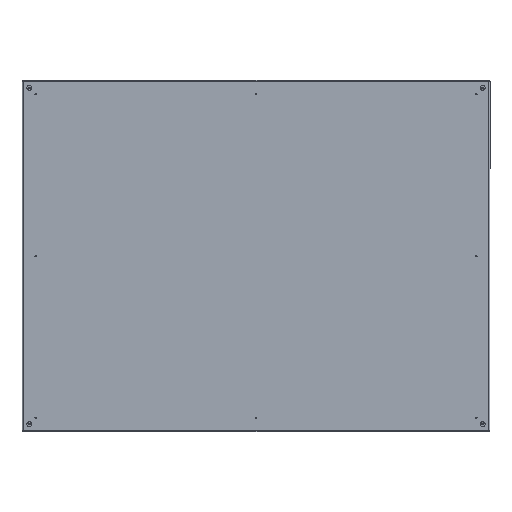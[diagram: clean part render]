
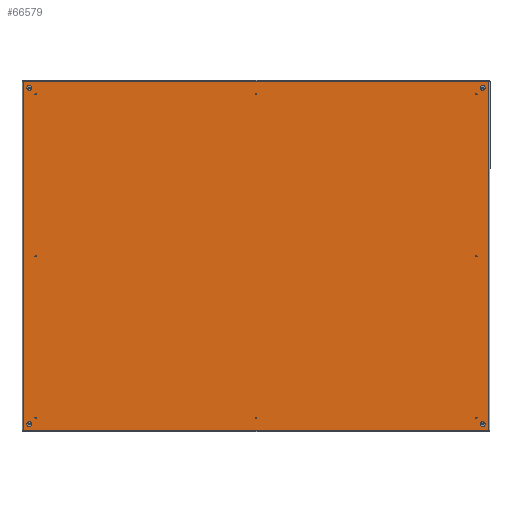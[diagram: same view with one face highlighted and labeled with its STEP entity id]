
A CAD part, left-side view. The second image highlights one B-rep face of the part: STEP entity #66579.
In plain terms, the highlighted face is planar.
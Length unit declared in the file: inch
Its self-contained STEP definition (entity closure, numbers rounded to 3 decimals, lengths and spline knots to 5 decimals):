
#456 = EDGE_CURVE ( 'NONE', #70295, #17529, #21767, .T. ) ;
#801 = DIRECTION ( 'NONE',  ( 0., 0., 1. ) ) ;
#1573 = EDGE_CURVE ( 'NONE', #77124, #23123, #84614, .T. ) ;
#1759 = AXIS2_PLACEMENT_3D ( 'NONE', #39969, #65706, #22060 ) ;
#2002 = CARTESIAN_POINT ( 'NONE',  ( -17.928, 0., 23.892 ) ) ;
#2068 = CARTESIAN_POINT ( 'NONE',  ( 17.25, 0., -23. ) ) ;
#2854 = CARTESIAN_POINT ( 'NONE',  ( -17.928, 0., 23.892 ) ) ;
#4939 = ORIENTED_EDGE ( 'NONE', *, *, #92111, .T. ) ;
#6315 = DIRECTION ( 'NONE',  ( 0., -1., 0. ) ) ;
#7737 = CIRCLE ( 'NONE', #20424, 0.25 ) ;
#9819 = DIRECTION ( 'NONE',  ( 0., -1., 0. ) ) ;
#10763 = ORIENTED_EDGE ( 'NONE', *, *, #69935, .T. ) ;
#11387 = ORIENTED_EDGE ( 'NONE', *, *, #15994, .F. ) ;
#12630 = CARTESIAN_POINT ( 'NONE',  ( -17.25, 0., 23.25 ) ) ;
#12883 = VERTEX_POINT ( 'NONE', #72855 ) ;
#13960 = CARTESIAN_POINT ( 'NONE',  ( 17.25, 0., -23.25 ) ) ;
#15105 = AXIS2_PLACEMENT_3D ( 'NONE', #71708, #70930, #72449 ) ;
#15513 = CIRCLE ( 'NONE', #79742, 0.25 ) ;
#15994 = EDGE_CURVE ( 'NONE', #91746, #93481, #39120, .T. ) ;
#16277 = EDGE_CURVE ( 'NONE', #21153, #108840, #111671, .T. ) ;
#17529 = VERTEX_POINT ( 'NONE', #79591 ) ;
#18430 = CARTESIAN_POINT ( 'NONE',  ( -17.928, 0., 23.875 ) ) ;
#19145 = EDGE_LOOP ( 'NONE', ( #99774, #10763 ) ) ;
#19314 = VECTOR ( 'NONE', #92503, 39.37008 ) ;
#20424 = AXIS2_PLACEMENT_3D ( 'NONE', #13960, #6315, #67509 ) ;
#20536 = ORIENTED_EDGE ( 'NONE', *, *, #27558, .T. ) ;
#21153 = VERTEX_POINT ( 'NONE', #110964 ) ;
#21767 = CIRCLE ( 'NONE', #15105, 0.25 ) ;
#22060 = DIRECTION ( 'NONE',  ( 0., 0., 1. ) ) ;
#23123 = VERTEX_POINT ( 'NONE', #34643 ) ;
#23835 = VERTEX_POINT ( 'NONE', #81591 ) ;
#25855 = CARTESIAN_POINT ( 'NONE',  ( 17.25, 0., -23.25 ) ) ;
#26616 = DIRECTION ( 'NONE',  ( 0., 0., 1. ) ) ;
#27558 = EDGE_CURVE ( 'NONE', #17529, #70295, #110244, .T. ) ;
#30942 = DIRECTION ( 'NONE',  ( 0., 0., 1. ) ) ;
#31600 = EDGE_LOOP ( 'NONE', ( #20536, #56191 ) ) ;
#32113 = ORIENTED_EDGE ( 'NONE', *, *, #46327, .T. ) ;
#32141 = EDGE_LOOP ( 'NONE', ( #89714, #55683 ) ) ;
#32432 = AXIS2_PLACEMENT_3D ( 'NONE', #44892, #79771, #106199 ) ;
#34643 = CARTESIAN_POINT ( 'NONE',  ( -17.25, 0., -23.5 ) ) ;
#39120 = LINE ( 'NONE', #2002, #100847 ) ;
#39190 = LINE ( 'NONE', #90144, #51495 ) ;
#39969 = CARTESIAN_POINT ( 'NONE',  ( 17.25, 0., 23.25 ) ) ;
#39979 = DIRECTION ( 'NONE',  ( 0., 0., 1. ) ) ;
#40603 = CARTESIAN_POINT ( 'NONE',  ( 17.25, 0., -23.5 ) ) ;
#40772 = FACE_BOUND ( 'NONE', #83595, .T. ) ;
#43582 = EDGE_LOOP ( 'NONE', ( #11387, #32113, #101508, #59178 ) ) ;
#44381 = DIRECTION ( 'NONE',  ( 0., 0., 1. ) ) ;
#44892 = CARTESIAN_POINT ( 'NONE',  ( 17.25, 0., 23.25 ) ) ;
#46074 = CARTESIAN_POINT ( 'NONE',  ( -17.25, 0., -23.25 ) ) ;
#46281 = FACE_BOUND ( 'NONE', #19145, .T. ) ;
#46327 = EDGE_CURVE ( 'NONE', #91746, #23835, #91857, .T. ) ;
#50254 = CIRCLE ( 'NONE', #81367, 0.25 ) ;
#50422 = EDGE_CURVE ( 'NONE', #12883, #93481, #66381, .T. ) ;
#51495 = VECTOR ( 'NONE', #98972, 39.37008 ) ;
#52604 = DIRECTION ( 'NONE',  ( 0., -1., 0. ) ) ;
#55683 = ORIENTED_EDGE ( 'NONE', *, *, #65095, .T. ) ;
#56191 = ORIENTED_EDGE ( 'NONE', *, *, #456, .T. ) ;
#57250 = DIRECTION ( 'NONE',  ( 0., 1., 0. ) ) ;
#58098 = VECTOR ( 'NONE', #44381, 39.37008 ) ;
#59178 = ORIENTED_EDGE ( 'NONE', *, *, #50422, .T. ) ;
#59930 = ORIENTED_EDGE ( 'NONE', *, *, #1573, .T. ) ;
#60927 = CARTESIAN_POINT ( 'NONE',  ( -17.25, 0., -23. ) ) ;
#62631 = DIRECTION ( 'NONE',  ( 0., 0., 1. ) ) ;
#64416 = CARTESIAN_POINT ( 'NONE',  ( -17.25, 0., 23. ) ) ;
#64856 = CARTESIAN_POINT ( 'NONE',  ( 17.25, 0., 23. ) ) ;
#65095 = EDGE_CURVE ( 'NONE', #108840, #21153, #82339, .T. ) ;
#65104 = CARTESIAN_POINT ( 'NONE',  ( 17.928, 0., 23.892 ) ) ;
#65706 = DIRECTION ( 'NONE',  ( 0., -1., 0. ) ) ;
#66381 = LINE ( 'NONE', #18430, #58098 ) ;
#66579 = ADVANCED_FACE ( 'NONE', ( #92908, #69587, #46281, #102472, #40772 ), #82951, .T. ) ;
#66846 = CARTESIAN_POINT ( 'NONE',  ( 0., 0., 0. ) ) ;
#67303 = VERTEX_POINT ( 'NONE', #40603 ) ;
#67509 = DIRECTION ( 'NONE',  ( 0., 0., 1. ) ) ;
#69587 = FACE_BOUND ( 'NONE', #32141, .T. ) ;
#69935 = EDGE_CURVE ( 'NONE', #67303, #80364, #7737, .T. ) ;
#70295 = VERTEX_POINT ( 'NONE', #64416 ) ;
#70930 = DIRECTION ( 'NONE',  ( 0., -1., 0. ) ) ;
#71618 = DIRECTION ( 'NONE',  ( -1., 0., 0. ) ) ;
#71708 = CARTESIAN_POINT ( 'NONE',  ( -17.25, 0., 23.25 ) ) ;
#72449 = DIRECTION ( 'NONE',  ( 0., 0., 1. ) ) ;
#72855 = CARTESIAN_POINT ( 'NONE',  ( -17.928, 0., -23.892 ) ) ;
#75176 = EDGE_CURVE ( 'NONE', #23835, #12883, #39190, .T. ) ;
#77124 = VERTEX_POINT ( 'NONE', #60927 ) ;
#79554 = CARTESIAN_POINT ( 'NONE',  ( -17.25, 0., -23.25 ) ) ;
#79591 = CARTESIAN_POINT ( 'NONE',  ( -17.25, 0., 23.5 ) ) ;
#79742 = AXIS2_PLACEMENT_3D ( 'NONE', #79554, #89151, #801 ) ;
#79771 = DIRECTION ( 'NONE',  ( 0., -1., 0. ) ) ;
#80364 = VERTEX_POINT ( 'NONE', #2068 ) ;
#81333 = AXIS2_PLACEMENT_3D ( 'NONE', #12630, #82675, #30942 ) ;
#81367 = AXIS2_PLACEMENT_3D ( 'NONE', #25855, #52604, #26616 ) ;
#81591 = CARTESIAN_POINT ( 'NONE',  ( 17.928, 0., -23.892 ) ) ;
#82339 = CIRCLE ( 'NONE', #32432, 0.25 ) ;
#82675 = DIRECTION ( 'NONE',  ( 0., -1., 0. ) ) ;
#82951 = PLANE ( 'NONE',  #88358 ) ;
#83595 = EDGE_LOOP ( 'NONE', ( #59930, #4939 ) ) ;
#84200 = AXIS2_PLACEMENT_3D ( 'NONE', #46074, #9819, #62631 ) ;
#84614 = CIRCLE ( 'NONE', #84200, 0.25 ) ;
#88358 = AXIS2_PLACEMENT_3D ( 'NONE', #66846, #57250, #39979 ) ;
#89151 = DIRECTION ( 'NONE',  ( 0., -1., 0. ) ) ;
#89714 = ORIENTED_EDGE ( 'NONE', *, *, #16277, .T. ) ;
#90144 = CARTESIAN_POINT ( 'NONE',  ( 0., 0., -23.892 ) ) ;
#91746 = VERTEX_POINT ( 'NONE', #65104 ) ;
#91857 = LINE ( 'NONE', #100223, #19314 ) ;
#92111 = EDGE_CURVE ( 'NONE', #23123, #77124, #15513, .T. ) ;
#92503 = DIRECTION ( 'NONE',  ( 0., 0., -1. ) ) ;
#92908 = FACE_OUTER_BOUND ( 'NONE', #43582, .T. ) ;
#93481 = VERTEX_POINT ( 'NONE', #2854 ) ;
#98972 = DIRECTION ( 'NONE',  ( -1., 0., 0. ) ) ;
#99774 = ORIENTED_EDGE ( 'NONE', *, *, #104352, .T. ) ;
#100223 = CARTESIAN_POINT ( 'NONE',  ( 17.928, 0., -39.875 ) ) ;
#100847 = VECTOR ( 'NONE', #71618, 39.37008 ) ;
#101508 = ORIENTED_EDGE ( 'NONE', *, *, #75176, .T. ) ;
#102472 = FACE_BOUND ( 'NONE', #31600, .T. ) ;
#104352 = EDGE_CURVE ( 'NONE', #80364, #67303, #50254, .T. ) ;
#106199 = DIRECTION ( 'NONE',  ( 0., 0., 1. ) ) ;
#108840 = VERTEX_POINT ( 'NONE', #64856 ) ;
#110244 = CIRCLE ( 'NONE', #81333, 0.25 ) ;
#110964 = CARTESIAN_POINT ( 'NONE',  ( 17.25, 0., 23.5 ) ) ;
#111671 = CIRCLE ( 'NONE', #1759, 0.25 ) ;
